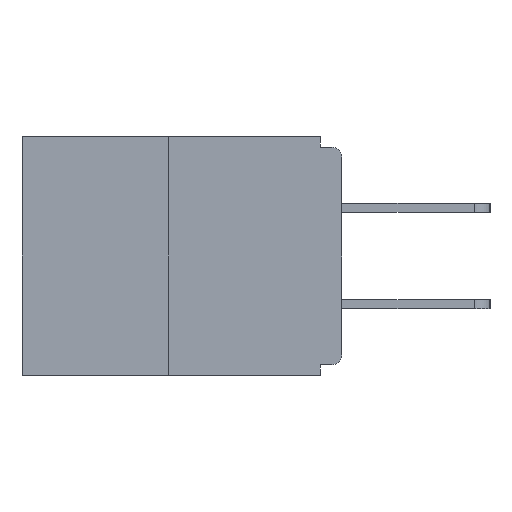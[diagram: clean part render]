
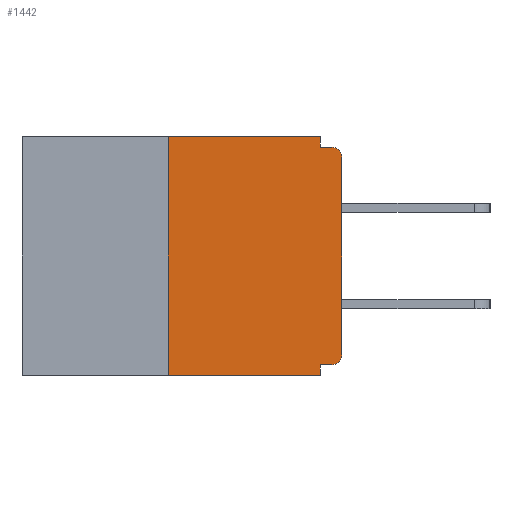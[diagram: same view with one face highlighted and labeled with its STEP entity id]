
A CAD part, left-side view. The second image highlights one B-rep face of the part: STEP entity #1442.
In plain terms, the highlighted planar face has unit normal (-1, 0, 0).
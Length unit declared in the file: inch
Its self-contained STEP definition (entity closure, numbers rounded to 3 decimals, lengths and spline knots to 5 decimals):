
#70 = DIRECTION ( 'NONE',  ( 0., 0., -1. ) ) ;
#449 = LINE ( 'NONE', #1886, #930 ) ;
#543 = ORIENTED_EDGE ( 'NONE', *, *, #2733, .F. ) ;
#872 = VECTOR ( 'NONE', #1480, 39.37008 ) ;
#930 = VECTOR ( 'NONE', #1825, 39.37008 ) ;
#1361 = ORIENTED_EDGE ( 'NONE', *, *, #2250, .T. ) ;
#1442 = ADVANCED_FACE ( 'NONE', ( #2390 ), #5412, .F. ) ;
#1480 = DIRECTION ( 'NONE',  ( 0., 1., 0. ) ) ;
#1629 = VECTOR ( 'NONE', #70, 39.37008 ) ;
#1761 = EDGE_CURVE ( 'NONE', #13315, #5936, #8060, .T. ) ;
#1825 = DIRECTION ( 'NONE',  ( 0., -1., 0. ) ) ;
#1849 = VERTEX_POINT ( 'NONE', #11374 ) ;
#1886 = CARTESIAN_POINT ( 'NONE',  ( 0., 0., -0.015 ) ) ;
#2100 = DIRECTION ( 'NONE',  ( 1., 0., 0. ) ) ;
#2234 = CARTESIAN_POINT ( 'NONE',  ( 0., 0.46, 0. ) ) ;
#2250 = EDGE_CURVE ( 'NONE', #16886, #8295, #17544, .T. ) ;
#2390 = FACE_OUTER_BOUND ( 'NONE', #17372, .T. ) ;
#2457 = DIRECTION ( 'NONE',  ( 0., -1., 0. ) ) ;
#2517 = CARTESIAN_POINT ( 'NONE',  ( 0., 0.25, -0.343 ) ) ;
#2584 = VERTEX_POINT ( 'NONE', #9051 ) ;
#2733 = EDGE_CURVE ( 'NONE', #5235, #2584, #11324, .T. ) ;
#3922 = CARTESIAN_POINT ( 'NONE',  ( 0., 0.031, 0. ) ) ;
#4438 = ORIENTED_EDGE ( 'NONE', *, *, #9239, .F. ) ;
#4629 = ORIENTED_EDGE ( 'NONE', *, *, #8801, .F. ) ;
#4695 = VECTOR ( 'NONE', #5043, 39.37008 ) ;
#4722 = CARTESIAN_POINT ( 'NONE',  ( 0., 0.031, -0.343 ) ) ;
#5043 = DIRECTION ( 'NONE',  ( 0., -1., 0. ) ) ;
#5091 = VERTEX_POINT ( 'NONE', #2517 ) ;
#5186 = VECTOR ( 'NONE', #10759, 39.37008 ) ;
#5235 = VERTEX_POINT ( 'NONE', #5836 ) ;
#5331 = DIRECTION ( 'NONE',  ( -1., 0., 0. ) ) ;
#5412 = PLANE ( 'NONE',  #12950 ) ;
#5836 = CARTESIAN_POINT ( 'NONE',  ( 0., 0.031, -0.328 ) ) ;
#5936 = VERTEX_POINT ( 'NONE', #16836 ) ;
#6091 = CARTESIAN_POINT ( 'NONE',  ( 0., 0., 0. ) ) ;
#6188 = CARTESIAN_POINT ( 'NONE',  ( 0., 0.25, 0. ) ) ;
#6555 = CARTESIAN_POINT ( 'NONE',  ( 0., 0.031, 0. ) ) ;
#6806 = DIRECTION ( 'NONE',  ( 0., 0., -1. ) ) ;
#6807 = ORIENTED_EDGE ( 'NONE', *, *, #13158, .T. ) ;
#6871 = EDGE_CURVE ( 'NONE', #5091, #2584, #7578, .T. ) ;
#7048 = DIRECTION ( 'NONE',  ( 0., 0., -1. ) ) ;
#7060 = LINE ( 'NONE', #6091, #5186 ) ;
#7468 = CARTESIAN_POINT ( 'NONE',  ( 0., 0., -0.313 ) ) ;
#7578 = LINE ( 'NONE', #11501, #13249 ) ;
#8060 = CIRCLE ( 'NONE', #8259, 0.015 ) ;
#8259 = AXIS2_PLACEMENT_3D ( 'NONE', #14368, #5331, #11439 ) ;
#8295 = VERTEX_POINT ( 'NONE', #7468 ) ;
#8408 = DIRECTION ( 'NONE',  ( 0., 0., -1. ) ) ;
#8801 = EDGE_CURVE ( 'NONE', #1849, #5936, #449, .T. ) ;
#9051 = CARTESIAN_POINT ( 'NONE',  ( 0., 0.031, -0.343 ) ) ;
#9239 = EDGE_CURVE ( 'NONE', #12282, #15536, #9647, .T. ) ;
#9601 = EDGE_CURVE ( 'NONE', #5091, #12282, #17473, .T. ) ;
#9618 = CARTESIAN_POINT ( 'NONE',  ( 0., 0.46, 0. ) ) ;
#9647 = LINE ( 'NONE', #2234, #4695 ) ;
#9820 = CARTESIAN_POINT ( 'NONE',  ( 0., 0.015, -0.313 ) ) ;
#10241 = ORIENTED_EDGE ( 'NONE', *, *, #13684, .F. ) ;
#10500 = ORIENTED_EDGE ( 'NONE', *, *, #6871, .T. ) ;
#10715 = EDGE_CURVE ( 'NONE', #15536, #1849, #15655, .T. ) ;
#10759 = DIRECTION ( 'NONE',  ( 0., 0., 1. ) ) ;
#10933 = ORIENTED_EDGE ( 'NONE', *, *, #10715, .F. ) ;
#10983 = CARTESIAN_POINT ( 'NONE',  ( 0., 0.015, -0.328 ) ) ;
#11278 = DIRECTION ( 'NONE',  ( -1., 0., 0. ) ) ;
#11324 = LINE ( 'NONE', #4722, #1629 ) ;
#11374 = CARTESIAN_POINT ( 'NONE',  ( 0., 0.031, -0.015 ) ) ;
#11439 = DIRECTION ( 'NONE',  ( 0., 0., -1. ) ) ;
#11501 = CARTESIAN_POINT ( 'NONE',  ( 0., 0.46, -0.343 ) ) ;
#11724 = ORIENTED_EDGE ( 'NONE', *, *, #9601, .F. ) ;
#12179 = DIRECTION ( 'NONE',  ( 0., 0., 1. ) ) ;
#12282 = VERTEX_POINT ( 'NONE', #16095 ) ;
#12342 = CARTESIAN_POINT ( 'NONE',  ( 0., 0., -0.03 ) ) ;
#12950 = AXIS2_PLACEMENT_3D ( 'NONE', #9618, #2100, #7048 ) ;
#13126 = ORIENTED_EDGE ( 'NONE', *, *, #1761, .T. ) ;
#13158 = EDGE_CURVE ( 'NONE', #8295, #13315, #7060, .T. ) ;
#13249 = VECTOR ( 'NONE', #2457, 39.37008 ) ;
#13315 = VERTEX_POINT ( 'NONE', #12342 ) ;
#13461 = CARTESIAN_POINT ( 'NONE',  ( 0., 0., -0.328 ) ) ;
#13684 = EDGE_CURVE ( 'NONE', #16886, #5235, #18415, .T. ) ;
#14029 = VECTOR ( 'NONE', #8408, 39.37008 ) ;
#14368 = CARTESIAN_POINT ( 'NONE',  ( 0., 0.015, -0.03 ) ) ;
#15536 = VERTEX_POINT ( 'NONE', #6555 ) ;
#15655 = LINE ( 'NONE', #3922, #14029 ) ;
#16095 = CARTESIAN_POINT ( 'NONE',  ( 0., 0.25, 0. ) ) ;
#16836 = CARTESIAN_POINT ( 'NONE',  ( 0., 0.015, -0.015 ) ) ;
#16886 = VERTEX_POINT ( 'NONE', #10983 ) ;
#17309 = AXIS2_PLACEMENT_3D ( 'NONE', #9820, #11278, #6806 ) ;
#17372 = EDGE_LOOP ( 'NONE', ( #4438, #11724, #10500, #543, #10241, #1361, #6807, #13126, #4629, #10933 ) ) ;
#17473 = LINE ( 'NONE', #6188, #17720 ) ;
#17544 = CIRCLE ( 'NONE', #17309, 0.015 ) ;
#17720 = VECTOR ( 'NONE', #12179, 39.37008 ) ;
#18415 = LINE ( 'NONE', #13461, #872 ) ;
